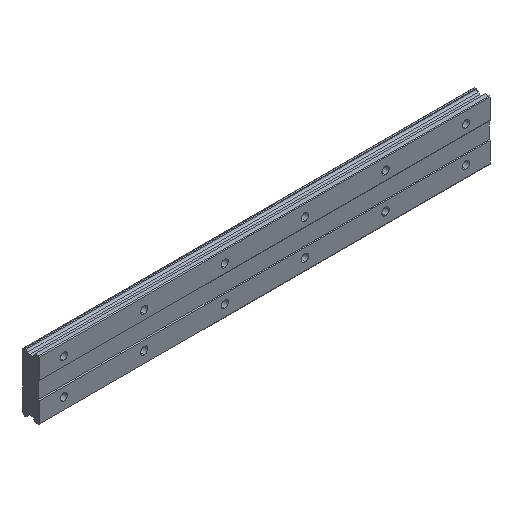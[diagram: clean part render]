
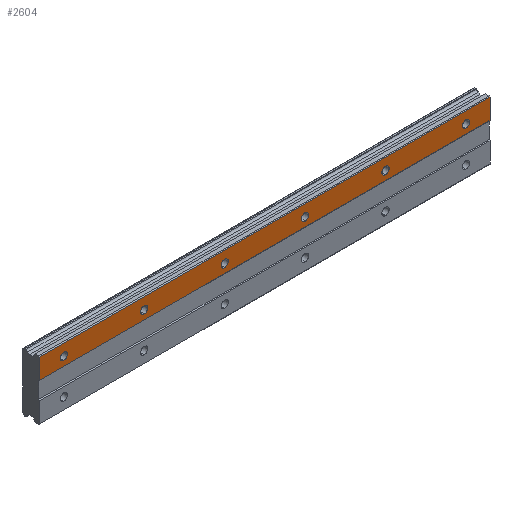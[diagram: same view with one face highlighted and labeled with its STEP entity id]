
A CAD part, isometric view. The second image highlights one B-rep face of the part: STEP entity #2604.
In plain terms, the highlighted planar face has unit normal (0, -1, 0).
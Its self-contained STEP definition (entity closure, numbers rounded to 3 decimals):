
#21 = EDGE_CURVE ( 'NONE', #1365, #856, #2566, .T. ) ;
#30 = FACE_BOUND ( 'NONE', #697, .T. ) ;
#48 = EDGE_CURVE ( 'NONE', #2789, #385, #1436, .T. ) ;
#63 = CARTESIAN_POINT ( 'NONE',  ( 50., 0., 8.75 ) ) ;
#114 = AXIS2_PLACEMENT_3D ( 'NONE', #1911, #2118, #2812 ) ;
#127 = AXIS2_PLACEMENT_3D ( 'NONE', #660, #431, #210 ) ;
#162 = EDGE_LOOP ( 'NONE', ( #2851, #2206 ) ) ;
#163 = CARTESIAN_POINT ( 'NONE',  ( 50., 0., 13.25 ) ) ;
#169 = EDGE_CURVE ( 'NONE', #2274, #2069, #2706, .T. ) ;
#189 = EDGE_CURVE ( 'NONE', #2069, #2274, #2838, .T. ) ;
#210 = DIRECTION ( 'NONE',  ( 0., 0., 1. ) ) ;
#216 = VECTOR ( 'NONE', #311, 1000. ) ;
#261 = DIRECTION ( 'NONE',  ( 0., 0., 1. ) ) ;
#268 = ORIENTED_EDGE ( 'NONE', *, *, #1935, .F. ) ;
#277 = CARTESIAN_POINT ( 'NONE',  ( 265., 0., 5.5 ) ) ;
#311 = DIRECTION ( 'NONE',  ( 1., 0., 0. ) ) ;
#366 = CARTESIAN_POINT ( 'NONE',  ( -15., 0., 5.5 ) ) ;
#385 = VERTEX_POINT ( 'NONE', #63 ) ;
#410 = CARTESIAN_POINT ( 'NONE',  ( -15., 0., 18. ) ) ;
#431 = DIRECTION ( 'NONE',  ( 0., -1., 0. ) ) ;
#442 = CIRCLE ( 'NONE', #2686, 2.25 ) ;
#443 = DIRECTION ( 'NONE',  ( 0., -1., 0. ) ) ;
#448 = DIRECTION ( 'NONE',  ( 0., 0., 1. ) ) ;
#496 = VERTEX_POINT ( 'NONE', #1239 ) ;
#602 = ORIENTED_EDGE ( 'NONE', *, *, #1519, .F. ) ;
#606 = CARTESIAN_POINT ( 'NONE',  ( 265., 0., 18. ) ) ;
#607 = ORIENTED_EDGE ( 'NONE', *, *, #2911, .F. ) ;
#623 = CIRCLE ( 'NONE', #1399, 2.25 ) ;
#635 = VERTEX_POINT ( 'NONE', #2982 ) ;
#651 = CARTESIAN_POINT ( 'NONE',  ( 200., 0., 11. ) ) ;
#660 = CARTESIAN_POINT ( 'NONE',  ( 50., 0., 11. ) ) ;
#697 = EDGE_LOOP ( 'NONE', ( #1206, #996 ) ) ;
#703 = DIRECTION ( 'NONE',  ( 0., 0., 1. ) ) ;
#729 = CARTESIAN_POINT ( 'NONE',  ( 250., 0., 11. ) ) ;
#731 = CARTESIAN_POINT ( 'NONE',  ( 100., 0., 11. ) ) ;
#763 = CARTESIAN_POINT ( 'NONE',  ( -15., 0., 18. ) ) ;
#765 = DIRECTION ( 'NONE',  ( 0., 0., 1. ) ) ;
#780 = EDGE_LOOP ( 'NONE', ( #268, #607, #2493, #1723 ) ) ;
#795 = ORIENTED_EDGE ( 'NONE', *, *, #919, .F. ) ;
#797 = ORIENTED_EDGE ( 'NONE', *, *, #1515, .F. ) ;
#800 = DIRECTION ( 'NONE',  ( -1., 0., 0. ) ) ;
#825 = CARTESIAN_POINT ( 'NONE',  ( 200., 0., 13.25 ) ) ;
#856 = VERTEX_POINT ( 'NONE', #763 ) ;
#868 = CIRCLE ( 'NONE', #2567, 2.25 ) ;
#900 = EDGE_CURVE ( 'NONE', #856, #2279, #1661, .T. ) ;
#917 = CARTESIAN_POINT ( 'NONE',  ( 150., 0., 8.75 ) ) ;
#919 = EDGE_CURVE ( 'NONE', #2076, #635, #1053, .T. ) ;
#930 = CARTESIAN_POINT ( 'NONE',  ( 0., 0., 13.25 ) ) ;
#935 = CARTESIAN_POINT ( 'NONE',  ( 265., 0., 18. ) ) ;
#958 = CARTESIAN_POINT ( 'NONE',  ( 0., 0., 11. ) ) ;
#962 = CARTESIAN_POINT ( 'NONE',  ( 265., 0., 18. ) ) ;
#964 = EDGE_CURVE ( 'NONE', #635, #2076, #868, .T. ) ;
#996 = ORIENTED_EDGE ( 'NONE', *, *, #2169, .F. ) ;
#1028 = ORIENTED_EDGE ( 'NONE', *, *, #1707, .F. ) ;
#1032 = VECTOR ( 'NONE', #1864, 1000. ) ;
#1053 = CIRCLE ( 'NONE', #2711, 2.25 ) ;
#1120 = CARTESIAN_POINT ( 'NONE',  ( 250., 0., 8.75 ) ) ;
#1128 = CARTESIAN_POINT ( 'NONE',  ( 50., 0., 11. ) ) ;
#1179 = LINE ( 'NONE', #277, #1889 ) ;
#1206 = ORIENTED_EDGE ( 'NONE', *, *, #1604, .F. ) ;
#1239 = CARTESIAN_POINT ( 'NONE',  ( 150., 0., 13.25 ) ) ;
#1248 = DIRECTION ( 'NONE',  ( 0., 0., 1. ) ) ;
#1283 = CARTESIAN_POINT ( 'NONE',  ( 200., 0., 8.75 ) ) ;
#1300 = VERTEX_POINT ( 'NONE', #1283 ) ;
#1308 = CARTESIAN_POINT ( 'NONE',  ( 100., 0., 13.25 ) ) ;
#1315 = CARTESIAN_POINT ( 'NONE',  ( 150., 0., 11. ) ) ;
#1329 = DIRECTION ( 'NONE',  ( 0., -1., 0. ) ) ;
#1339 = VERTEX_POINT ( 'NONE', #825 ) ;
#1365 = VERTEX_POINT ( 'NONE', #366 ) ;
#1389 = EDGE_LOOP ( 'NONE', ( #1994, #602 ) ) ;
#1399 = AXIS2_PLACEMENT_3D ( 'NONE', #1713, #2165, #1248 ) ;
#1405 = DIRECTION ( 'NONE',  ( 0., 0., 1. ) ) ;
#1406 = CARTESIAN_POINT ( 'NONE',  ( 0., 0., 8.75 ) ) ;
#1411 = VERTEX_POINT ( 'NONE', #1841 ) ;
#1429 = DIRECTION ( 'NONE',  ( 0., 0., 1. ) ) ;
#1436 = CIRCLE ( 'NONE', #1686, 2.25 ) ;
#1461 = DIRECTION ( 'NONE',  ( 0., -1., 0. ) ) ;
#1501 = CIRCLE ( 'NONE', #1992, 2.25 ) ;
#1515 = EDGE_CURVE ( 'NONE', #2963, #496, #2083, .T. ) ;
#1519 = EDGE_CURVE ( 'NONE', #385, #2789, #2718, .T. ) ;
#1534 = CARTESIAN_POINT ( 'NONE',  ( 0., 0., 11. ) ) ;
#1538 = AXIS2_PLACEMENT_3D ( 'NONE', #731, #2345, #765 ) ;
#1582 = DIRECTION ( 'NONE',  ( 0., -1., 0. ) ) ;
#1604 = EDGE_CURVE ( 'NONE', #1339, #1300, #623, .T. ) ;
#1627 = DIRECTION ( 'NONE',  ( 0., 0., 1. ) ) ;
#1655 = FACE_BOUND ( 'NONE', #162, .T. ) ;
#1661 = LINE ( 'NONE', #2423, #216 ) ;
#1686 = AXIS2_PLACEMENT_3D ( 'NONE', #1128, #2065, #2985 ) ;
#1707 = EDGE_CURVE ( 'NONE', #496, #2963, #1802, .T. ) ;
#1709 = EDGE_LOOP ( 'NONE', ( #1804, #795 ) ) ;
#1713 = CARTESIAN_POINT ( 'NONE',  ( 200., 0., 11. ) ) ;
#1723 = ORIENTED_EDGE ( 'NONE', *, *, #21, .F. ) ;
#1802 = CIRCLE ( 'NONE', #2957, 2.25 ) ;
#1804 = ORIENTED_EDGE ( 'NONE', *, *, #964, .F. ) ;
#1817 = ORIENTED_EDGE ( 'NONE', *, *, #2040, .F. ) ;
#1841 = CARTESIAN_POINT ( 'NONE',  ( 265., 0., 5.5 ) ) ;
#1864 = DIRECTION ( 'NONE',  ( 0., 0., -1. ) ) ;
#1866 = CARTESIAN_POINT ( 'NONE',  ( 150., 0., 11. ) ) ;
#1872 = EDGE_LOOP ( 'NONE', ( #1028, #797 ) ) ;
#1885 = FACE_OUTER_BOUND ( 'NONE', #780, .T. ) ;
#1889 = VECTOR ( 'NONE', #800, 1000. ) ;
#1893 = DIRECTION ( 'NONE',  ( 0., -1., 0. ) ) ;
#1911 = CARTESIAN_POINT ( 'NONE',  ( 100., 0., 11. ) ) ;
#1929 = VECTOR ( 'NONE', #1405, 1000. ) ;
#1935 = EDGE_CURVE ( 'NONE', #1411, #1365, #1179, .T. ) ;
#1964 = AXIS2_PLACEMENT_3D ( 'NONE', #1534, #2171, #1978 ) ;
#1978 = DIRECTION ( 'NONE',  ( 0., 0., 1. ) ) ;
#1992 = AXIS2_PLACEMENT_3D ( 'NONE', #958, #1893, #1429 ) ;
#1994 = ORIENTED_EDGE ( 'NONE', *, *, #48, .F. ) ;
#2010 = AXIS2_PLACEMENT_3D ( 'NONE', #935, #2786, #703 ) ;
#2019 = DIRECTION ( 'NONE',  ( 0., 0., 1. ) ) ;
#2036 = AXIS2_PLACEMENT_3D ( 'NONE', #1866, #443, #1627 ) ;
#2040 = EDGE_CURVE ( 'NONE', #2988, #2908, #1501, .T. ) ;
#2065 = DIRECTION ( 'NONE',  ( 0., -1., 0. ) ) ;
#2069 = VERTEX_POINT ( 'NONE', #1308 ) ;
#2076 = VERTEX_POINT ( 'NONE', #1120 ) ;
#2083 = CIRCLE ( 'NONE', #2036, 2.25 ) ;
#2094 = FACE_BOUND ( 'NONE', #1872, .T. ) ;
#2118 = DIRECTION ( 'NONE',  ( 0., -1., 0. ) ) ;
#2165 = DIRECTION ( 'NONE',  ( 0., -1., 0. ) ) ;
#2169 = EDGE_CURVE ( 'NONE', #1300, #1339, #442, .T. ) ;
#2171 = DIRECTION ( 'NONE',  ( 0., -1., 0. ) ) ;
#2177 = DIRECTION ( 'NONE',  ( 0., 0., 1. ) ) ;
#2206 = ORIENTED_EDGE ( 'NONE', *, *, #169, .F. ) ;
#2274 = VERTEX_POINT ( 'NONE', #2917 ) ;
#2279 = VERTEX_POINT ( 'NONE', #606 ) ;
#2281 = EDGE_CURVE ( 'NONE', #2908, #2988, #2879, .T. ) ;
#2317 = FACE_BOUND ( 'NONE', #1709, .T. ) ;
#2345 = DIRECTION ( 'NONE',  ( 0., -1., 0. ) ) ;
#2423 = CARTESIAN_POINT ( 'NONE',  ( 265., 0., 18. ) ) ;
#2493 = ORIENTED_EDGE ( 'NONE', *, *, #900, .F. ) ;
#2507 = EDGE_LOOP ( 'NONE', ( #1817, #2565 ) ) ;
#2565 = ORIENTED_EDGE ( 'NONE', *, *, #2281, .F. ) ;
#2566 = LINE ( 'NONE', #410, #1929 ) ;
#2567 = AXIS2_PLACEMENT_3D ( 'NONE', #729, #2840, #261 ) ;
#2586 = FACE_BOUND ( 'NONE', #1389, .T. ) ;
#2604 = ADVANCED_FACE ( 'NONE', ( #1885, #2803, #2317, #30, #2094, #1655, #2586 ), #3017, .F. ) ;
#2686 = AXIS2_PLACEMENT_3D ( 'NONE', #651, #1582, #448 ) ;
#2706 = CIRCLE ( 'NONE', #114, 2.25 ) ;
#2711 = AXIS2_PLACEMENT_3D ( 'NONE', #2871, #1461, #2177 ) ;
#2718 = CIRCLE ( 'NONE', #127, 2.25 ) ;
#2786 = DIRECTION ( 'NONE',  ( 0., 1., 0. ) ) ;
#2789 = VERTEX_POINT ( 'NONE', #163 ) ;
#2803 = FACE_BOUND ( 'NONE', #2507, .T. ) ;
#2812 = DIRECTION ( 'NONE',  ( 0., 0., 1. ) ) ;
#2838 = CIRCLE ( 'NONE', #1538, 2.25 ) ;
#2840 = DIRECTION ( 'NONE',  ( 0., -1., 0. ) ) ;
#2851 = ORIENTED_EDGE ( 'NONE', *, *, #189, .F. ) ;
#2871 = CARTESIAN_POINT ( 'NONE',  ( 250., 0., 11. ) ) ;
#2879 = CIRCLE ( 'NONE', #1964, 2.25 ) ;
#2908 = VERTEX_POINT ( 'NONE', #1406 ) ;
#2911 = EDGE_CURVE ( 'NONE', #2279, #1411, #3002, .T. ) ;
#2917 = CARTESIAN_POINT ( 'NONE',  ( 100., 0., 8.75 ) ) ;
#2957 = AXIS2_PLACEMENT_3D ( 'NONE', #1315, #1329, #2019 ) ;
#2963 = VERTEX_POINT ( 'NONE', #917 ) ;
#2982 = CARTESIAN_POINT ( 'NONE',  ( 250., 0., 13.25 ) ) ;
#2985 = DIRECTION ( 'NONE',  ( 0., 0., 1. ) ) ;
#2988 = VERTEX_POINT ( 'NONE', #930 ) ;
#3002 = LINE ( 'NONE', #962, #1032 ) ;
#3017 = PLANE ( 'NONE',  #2010 ) ;
